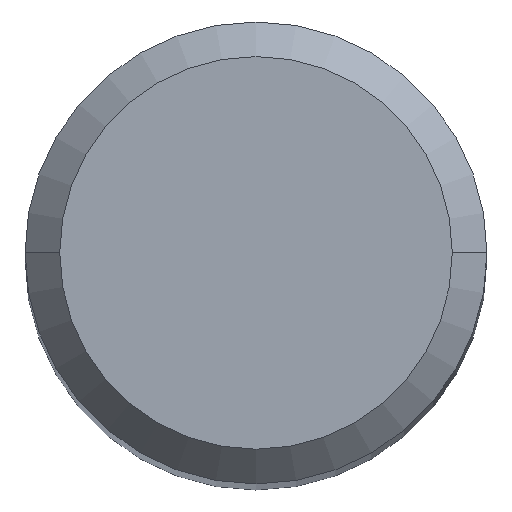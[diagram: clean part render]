
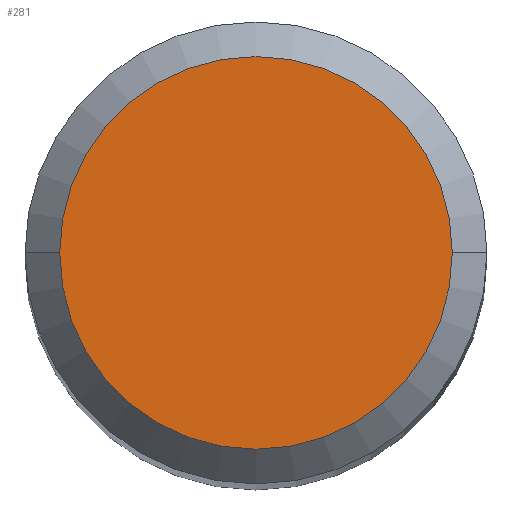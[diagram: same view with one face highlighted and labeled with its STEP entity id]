
A CAD part, top view. The second image highlights one B-rep face of the part: STEP entity #281.
In plain terms, the highlighted planar face has unit normal (0, 0, 1).
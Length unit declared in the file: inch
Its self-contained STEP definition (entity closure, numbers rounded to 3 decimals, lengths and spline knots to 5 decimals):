
#45 = CARTESIAN_POINT ( 'NONE',  ( 0., 0., 0. ) ) ;
#71 = PLANE ( 'NONE',  #241 ) ;
#105 = DIRECTION ( 'NONE',  ( -1., 0., 0. ) ) ;
#115 = CIRCLE ( 'NONE', #159, 0.10625 ) ;
#137 = CARTESIAN_POINT ( 'NONE',  ( 0.10625, 0., 0. ) ) ;
#150 = VERTEX_POINT ( 'NONE', #137 ) ;
#153 = ORIENTED_EDGE ( 'NONE', *, *, #337, .T. ) ;
#159 = AXIS2_PLACEMENT_3D ( 'NONE', #45, #244, #392 ) ;
#173 = EDGE_LOOP ( 'NONE', ( #278, #153 ) ) ;
#199 = CARTESIAN_POINT ( 'NONE',  ( -0.10625, 0., 0. ) ) ;
#224 = AXIS2_PLACEMENT_3D ( 'NONE', #465, #361, #428 ) ;
#241 = AXIS2_PLACEMENT_3D ( 'NONE', #382, #351, #105 ) ;
#244 = DIRECTION ( 'NONE',  ( 0., 0., 1. ) ) ;
#278 = ORIENTED_EDGE ( 'NONE', *, *, #485, .T. ) ;
#281 = ADVANCED_FACE ( 'NONE', ( #492 ), #71, .F. ) ;
#337 = EDGE_CURVE ( 'NONE', #150, #384, #115, .T. ) ;
#351 = DIRECTION ( 'NONE',  ( 0., 0., -1. ) ) ;
#361 = DIRECTION ( 'NONE',  ( 0., 0., 1. ) ) ;
#382 = CARTESIAN_POINT ( 'NONE',  ( 0., 0., 0. ) ) ;
#384 = VERTEX_POINT ( 'NONE', #199 ) ;
#392 = DIRECTION ( 'NONE',  ( 1., 0., 0. ) ) ;
#404 = CIRCLE ( 'NONE', #224, 0.10625 ) ;
#428 = DIRECTION ( 'NONE',  ( 1., 0., 0. ) ) ;
#465 = CARTESIAN_POINT ( 'NONE',  ( 0., 0., 0. ) ) ;
#485 = EDGE_CURVE ( 'NONE', #384, #150, #404, .T. ) ;
#492 = FACE_OUTER_BOUND ( 'NONE', #173, .T. ) ;
